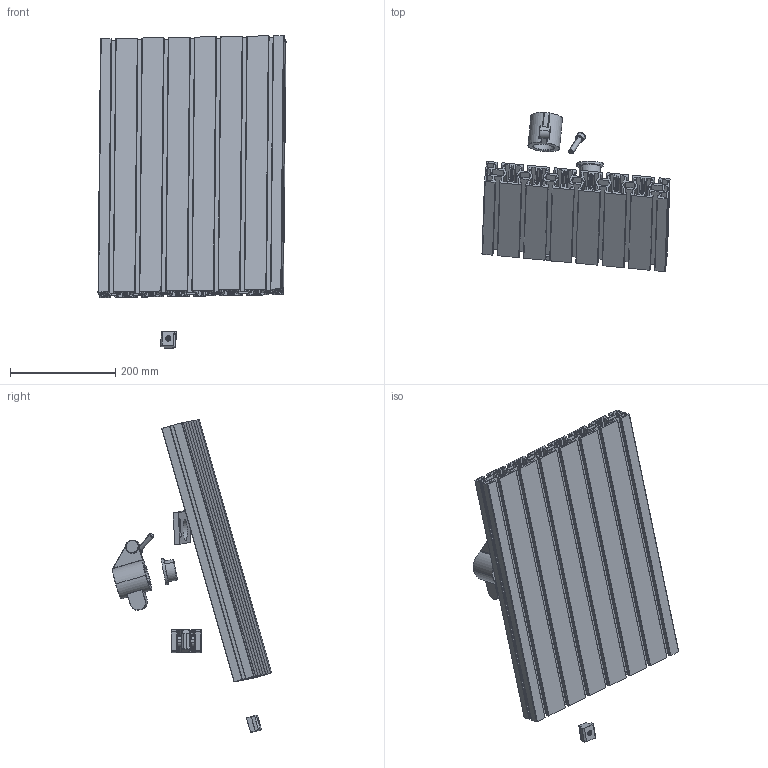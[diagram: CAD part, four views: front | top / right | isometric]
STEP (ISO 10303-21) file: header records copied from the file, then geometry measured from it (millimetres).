
FILE_DESCRIPTION (( 'STEP AP214' ), '1' );
FILE_NAME ('MASTER_ASSEMBLY_FIXTURE_PLATE_v2.STEP', '2026-01-04T10:02:11', ( '' ), ( '' ), 'SwSTEP 2.0', 'SolidWorks 2024', '' );
FILE_SCHEMA (( 'AUTOMOTIVE_DESIGN' ));
Length unit declared in the file: millimetre
Products named in the file (8): 9948N11_Adjustable Setup Clamp(1)_9948N11; 90510A316_Fully Threaded T-Slot Nut_90510A316; FIXTURE_PLATE_T_SLOT_500_1957N27; MASTER_ASSEMBLY_FIXTURE_PLATE_v2; WORKPIECE_PIVOT_SLIDE; LOCATING_PLUG_O40; PIN_BLOCK_LOCATOR; socket head cap screw_iso_ISO 4762 M10 x 40 - 40N
Assembly tree (7 placements, depth 2):
  MASTER_ASSEMBLY_FIXTURE_PLATE_v2
    FIXTURE_PLATE_T_SLOT_500_1957N27
    WORKPIECE_PIVOT_SLIDE
    PIN_BLOCK_LOCATOR
    LOCATING_PLUG_O40
    socket head cap screw_iso_ISO 4762 M10 x 40 - 40N
    9948N11_Adjustable Setup Clamp(1)_9948N11
    90510A316_Fully Threaded T-Slot Nut_90510A316
Bounding box: 356.86 x 301.98 x 593.81 mm (x, y, z)
Volume: 2957899.5 mm3; surface area: 1618653.4 mm2
Topology: 9 solids, 9 shells, 1511 faces, 4062 edges, 2553 vertices
Faces by surface type: cylinder 639, plane 528, bspline 194, torus 87, cone 41, sphere 22
Entity records: 54356 total; most frequent: CARTESIAN_POINT 17823, ORIENTED_EDGE 8076, DIRECTION 7336, EDGE_CURVE 4038, AXIS2_PLACEMENT_3D 2616, VERTEX_POINT 2553, LINE 2104, VECTOR 2104
